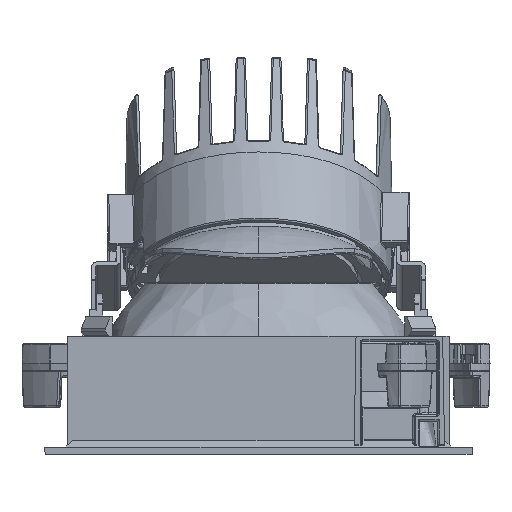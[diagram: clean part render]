
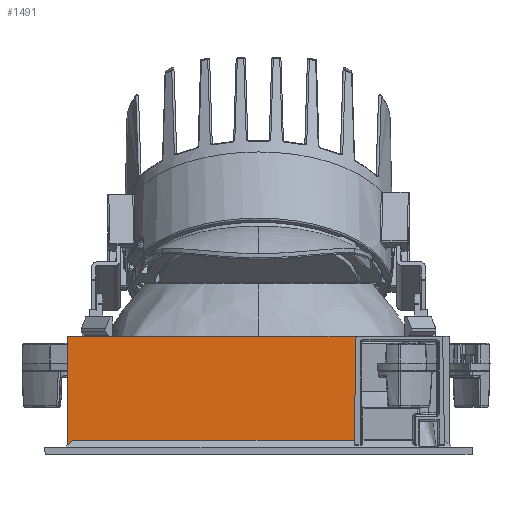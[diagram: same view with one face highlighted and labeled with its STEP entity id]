
A CAD part, front view. The second image highlights one B-rep face of the part: STEP entity #1491.
In plain terms, the highlighted planar face has unit normal (0, -1, 0.018).
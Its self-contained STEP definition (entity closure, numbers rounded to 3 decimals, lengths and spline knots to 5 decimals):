
#1491=ADVANCED_FACE('',(#4305),#41580,.T.);
#4305=FACE_OUTER_BOUND('',#7142,.T.);
#7142=EDGE_LOOP('',(#15462,#15463,#15464,#15465,#15466,#15467));
#15462=ORIENTED_EDGE('',*,*,#26225,.T.);
#15463=ORIENTED_EDGE('',*,*,#26226,.T.);
#15464=ORIENTED_EDGE('',*,*,#25955,.F.);
#15465=ORIENTED_EDGE('',*,*,#26227,.T.);
#15466=ORIENTED_EDGE('',*,*,#26228,.T.);
#15467=ORIENTED_EDGE('',*,*,#26213,.F.);
#25955=EDGE_CURVE('',#38927,#38928,#31137,.T.);
#26213=EDGE_CURVE('',#39073,#39074,#31309,.T.);
#26225=EDGE_CURVE('',#39073,#39085,#31321,.T.);
#26226=EDGE_CURVE('',#39085,#38928,#31322,.T.);
#26227=EDGE_CURVE('',#38927,#39069,#31323,.T.);
#26228=EDGE_CURVE('',#39069,#39074,#34878,.T.);
#31137=B_SPLINE_CURVE_WITH_KNOTS('',1,(#129413,#129414),.UNSPECIFIED.,.F.,
 .F.,(2,2),(0.,0.10125),.UNSPECIFIED.);
#31309=B_SPLINE_CURVE_WITH_KNOTS('',1,(#130268,#130269),.UNSPECIFIED.,.F.,
 .F.,(2,2),(-0.00259,0.),.UNSPECIFIED.);
#31321=B_SPLINE_CURVE_WITH_KNOTS('',1,(#130296,#130297),.UNSPECIFIED.,.F.,
 .F.,(2,2),(0.,0.09892),.UNSPECIFIED.);
#31322=B_SPLINE_CURVE_WITH_KNOTS('',1,(#130298,#130299),.UNSPECIFIED.,.F.,
 .F.,(2,2),(-0.03658,0.),.UNSPECIFIED.);
#31323=B_SPLINE_CURVE_WITH_KNOTS('',1,(#130300,#130301),.UNSPECIFIED.,.F.,
 .F.,(2,2),(0.,0.03806),.UNSPECIFIED.);
#34878=(
BOUNDED_CURVE()
B_SPLINE_CURVE(2,(#130302,#130303,#130304),.UNSPECIFIED.,.F.,.F.)
B_SPLINE_CURVE_WITH_KNOTS((3,3),(-0.00236,-0.00196),
 .UNSPECIFIED.)
CURVE()
GEOMETRIC_REPRESENTATION_ITEM()
RATIONAL_B_SPLINE_CURVE((1.,0.924,1.))
REPRESENTATION_ITEM('')
);
#38927=VERTEX_POINT('',#128565);
#38928=VERTEX_POINT('',#128566);
#39069=VERTEX_POINT('',#128707);
#39073=VERTEX_POINT('',#128711);
#39074=VERTEX_POINT('',#128712);
#39085=VERTEX_POINT('',#128723);
#41580=PLANE('',#44624);
#44624=AXIS2_PLACEMENT_3D('',#124113,#45416,$);
#45416=DIRECTION('',(0.,-1.,0.017));
#124113=CARTESIAN_POINT('',(-0.67849,-0.05411,0.64625));
#128565=CARTESIAN_POINT('',(-0.067,-0.06467,0.04128));
#128566=CARTESIAN_POINT('',(0.03425,-0.06467,0.04128));
#128707=CARTESIAN_POINT('',(-0.067,-0.06534,0.00323));
#128711=CARTESIAN_POINT('',(-0.06531,-0.06531,0.00471));
#128712=CARTESIAN_POINT('',(-0.06715,-0.06534,0.00287));
#128723=CARTESIAN_POINT('',(0.03361,-0.06531,0.00471));
#129413=CARTESIAN_POINT('',(-0.067,-0.06467,0.04128));
#129414=CARTESIAN_POINT('',(0.03425,-0.06467,0.04128));
#130268=CARTESIAN_POINT('',(-0.06531,-0.06531,0.00471));
#130269=CARTESIAN_POINT('',(-0.06715,-0.06534,0.00287));
#130296=CARTESIAN_POINT('',(-0.06531,-0.06531,0.00471));
#130297=CARTESIAN_POINT('',(0.03361,-0.06531,0.00471));
#130298=CARTESIAN_POINT('',(0.03361,-0.06531,0.00471));
#130299=CARTESIAN_POINT('',(0.03425,-0.06467,0.04128));
#130300=CARTESIAN_POINT('',(-0.067,-0.06467,0.04128));
#130301=CARTESIAN_POINT('',(-0.067,-0.06534,0.00323));
#130302=CARTESIAN_POINT('',(-0.067,-0.06534,0.00323));
#130303=CARTESIAN_POINT('',(-0.067,-0.06534,0.00302));
#130304=CARTESIAN_POINT('',(-0.06715,-0.06534,0.00287));
